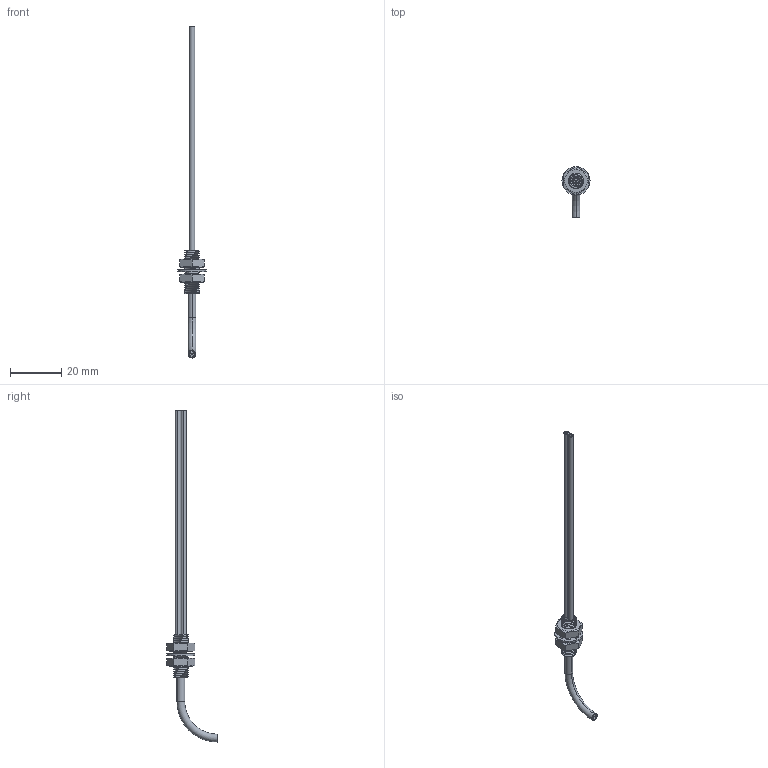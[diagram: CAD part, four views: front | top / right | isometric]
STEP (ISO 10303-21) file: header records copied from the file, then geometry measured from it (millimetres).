
FILE_DESCRIPTION((''),'2;1');
FILE_NAME('193352_ASM','2016-03-02T',('pdmadmin'),(''),'PRO/ENGINEER BY PARAMETRIC TECHNOLOGY CORPORATION, 2013230','PRO/ENGINEER BY PARAMETRIC TECHNOLOGY CORPORATION, 2013230','');
FILE_SCHEMA(('CONFIG_CONTROL_DESIGN'));
Length unit declared in the file: inch
Products named in the file (10): 39298_AF0; 09492_AF0; 30920_AF0; 30921_AF0; 30921_AF1; FIBER_CORE_1MM_AF0; FIBER_CORE_1MM_AF1; 130294; 27156_ASM; 193352_ASM
Assembly tree (10 placements, depth 3):
  193352_ASM
    27156_ASM
      39298_AF0
      09492_AF0
      30920_AF0
      30921_AF0
      30921_AF1
      FIBER_CORE_1MM_AF0
      FIBER_CORE_1MM_AF1
      130294  x2
Bounding box: 11 x 19.68 x 129.65 mm (x, y, z)
Volume: 1232.6 mm3; surface area: 3994 mm2
Topology: 9 solids, 11 shells, 172 faces, 432 edges, 278 vertices
Faces by surface type: cylinder 94, plane 46, cone 14, bspline 14, torus 4
Entity records: 11214 total; most frequent: CARTESIAN_POINT 7142, ORIENTED_EDGE 832, DIRECTION 757, EDGE_CURVE 420, AXIS2_PLACEMENT_3D 291, VERTEX_POINT 270, EDGE_LOOP 178, VECTOR 175
